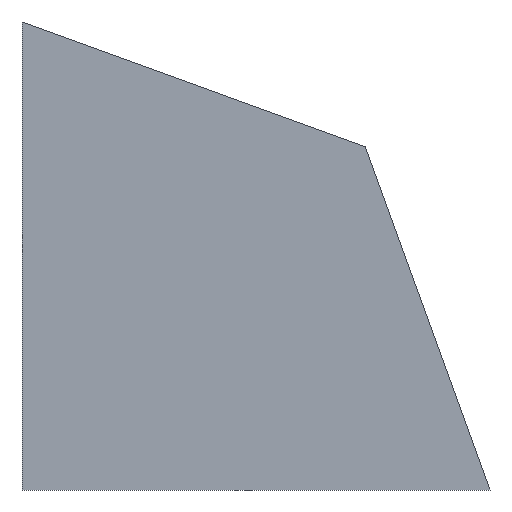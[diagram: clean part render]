
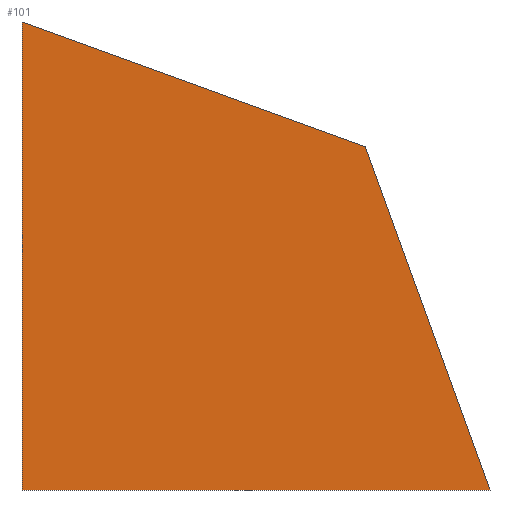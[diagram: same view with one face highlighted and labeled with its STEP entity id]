
A CAD part, front view. The second image highlights one B-rep face of the part: STEP entity #101.
In plain terms, the highlighted planar face has unit normal (0, -1, 0).
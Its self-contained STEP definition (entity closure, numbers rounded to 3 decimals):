
#101=ADVANCED_FACE('',(#113),#107,.F.);
#107=PLANE('',#194);
#113=FACE_OUTER_BOUND('',#119,.T.);
#119=EDGE_LOOP('',(#137,#138,#139,#140));
#137=ORIENTED_EDGE('',*,*,#155,.F.);
#138=ORIENTED_EDGE('',*,*,#164,.F.);
#139=ORIENTED_EDGE('',*,*,#161,.F.);
#140=ORIENTED_EDGE('',*,*,#158,.F.);
#147=VERTEX_POINT('',#227);
#148=VERTEX_POINT('',#229);
#150=VERTEX_POINT('',#235);
#152=VERTEX_POINT('',#241);
#155=EDGE_CURVE('',#147,#148,#167,.T.);
#158=EDGE_CURVE('',#148,#150,#170,.T.);
#161=EDGE_CURVE('',#150,#152,#173,.T.);
#164=EDGE_CURVE('',#152,#147,#176,.T.);
#167=LINE('',#228,#179);
#170=LINE('',#234,#182);
#173=LINE('',#240,#185);
#176=LINE('',#245,#188);
#179=VECTOR('',#200,1.);
#182=VECTOR('',#205,1.);
#185=VECTOR('',#210,1.);
#188=VECTOR('',#215,1.);
#194=AXIS2_PLACEMENT_3D('',#247,#218,#219);
#200=DIRECTION('',(-1.,0.,0.));
#205=DIRECTION('',(0.,0.,1.));
#210=DIRECTION('',(0.94,0.,-0.342));
#215=DIRECTION('',(0.342,0.,-0.94));
#218=DIRECTION('',(0.,1.,0.));
#219=DIRECTION('',(0.,0.,1.));
#227=CARTESIAN_POINT('',(24.695,-100.,-16.39));
#228=CARTESIAN_POINT('',(24.695,-100.,-16.39));
#229=CARTESIAN_POINT('',(-15.305,-100.,-16.39));
#234=CARTESIAN_POINT('',(-15.305,-100.,-16.39));
#235=CARTESIAN_POINT('',(-15.305,-100.,23.61));
#240=CARTESIAN_POINT('',(-15.305,-100.,23.61));
#241=CARTESIAN_POINT('',(14.021,-100.,12.936));
#245=CARTESIAN_POINT('',(14.021,-100.,12.936));
#247=CARTESIAN_POINT('',(-15.305,-100.,-16.39));
